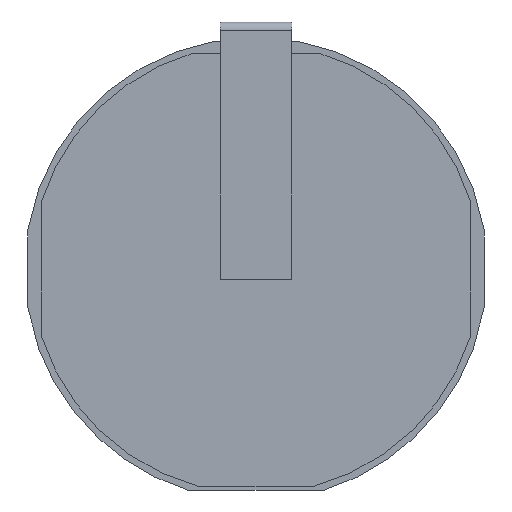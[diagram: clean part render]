
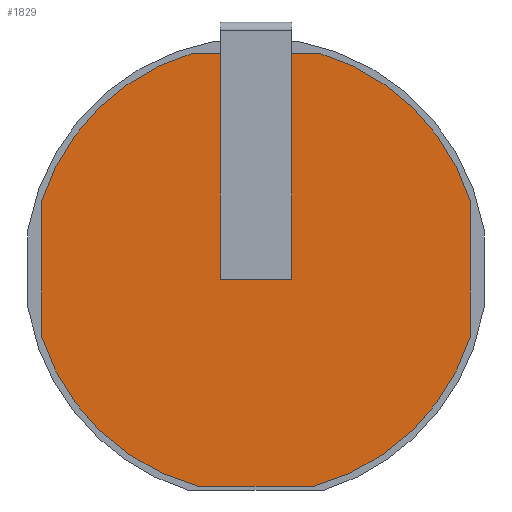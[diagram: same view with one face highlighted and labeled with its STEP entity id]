
A CAD part, front view. The second image highlights one B-rep face of the part: STEP entity #1829.
In plain terms, the highlighted planar face has unit normal (0, -1, 0).
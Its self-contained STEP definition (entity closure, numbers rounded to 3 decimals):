
#3 = DIRECTION ( 'NONE',  ( 0., 1., 0. ) ) ;
#14 = DIRECTION ( 'NONE',  ( 0., 0., 1. ) ) ;
#71 = CARTESIAN_POINT ( 'NONE',  ( 16.22, -0.2, -5.09 ) ) ;
#154 = CARTESIAN_POINT ( 'NONE',  ( -4.76, -0.2, 16.32 ) ) ;
#161 = DIRECTION ( 'NONE',  ( 0., 0., 1. ) ) ;
#179 = CARTESIAN_POINT ( 'NONE',  ( -16.22, -0.2, -5.09 ) ) ;
#187 = EDGE_CURVE ( 'NONE', #407, #1185, #1736, .T. ) ;
#237 = CARTESIAN_POINT ( 'NONE',  ( -4.76, -0.2, 16.32 ) ) ;
#274 = AXIS2_PLACEMENT_3D ( 'NONE', #1163, #1460, #1309 ) ;
#300 = CARTESIAN_POINT ( 'NONE',  ( 0., -0.2, 0. ) ) ;
#365 = EDGE_LOOP ( 'NONE', ( #1001, #1646, #1738, #636, #1742, #1079, #1419, #430 ) ) ;
#404 = EDGE_CURVE ( 'NONE', #2066, #1353, #1536, .T. ) ;
#407 = VERTEX_POINT ( 'NONE', #778 ) ;
#430 = ORIENTED_EDGE ( 'NONE', *, *, #1563, .F. ) ;
#533 = AXIS2_PLACEMENT_3D ( 'NONE', #929, #1713, #923 ) ;
#553 = CIRCLE ( 'NONE', #533, 17. ) ;
#562 = CARTESIAN_POINT ( 'NONE',  ( 16.22, -0.2, -5.09 ) ) ;
#584 = CARTESIAN_POINT ( 'NONE',  ( -16.22, -0.2, 5.09 ) ) ;
#599 = LINE ( 'NONE', #179, #1430 ) ;
#600 = DIRECTION ( 'NONE',  ( 0., 1., 0. ) ) ;
#613 = AXIS2_PLACEMENT_3D ( 'NONE', #1110, #600, #1893 ) ;
#636 = ORIENTED_EDGE ( 'NONE', *, *, #404, .F. ) ;
#666 = CIRCLE ( 'NONE', #613, 17. ) ;
#703 = CIRCLE ( 'NONE', #274, 17. ) ;
#720 = DIRECTION ( 'NONE',  ( 0., 0., -1. ) ) ;
#746 = VECTOR ( 'NONE', #772, 1000. ) ;
#760 = CARTESIAN_POINT ( 'NONE',  ( -16.22, -0.2, -5.09 ) ) ;
#772 = DIRECTION ( 'NONE',  ( -1., 0., 0. ) ) ;
#778 = CARTESIAN_POINT ( 'NONE',  ( 16.22, -0.2, 5.09 ) ) ;
#838 = EDGE_CURVE ( 'NONE', #1675, #2066, #553, .T. ) ;
#866 = EDGE_CURVE ( 'NONE', #1185, #1928, #1015, .T. ) ;
#896 = VECTOR ( 'NONE', #720, 1000. ) ;
#923 = DIRECTION ( 'NONE',  ( 0., 0., 1. ) ) ;
#929 = CARTESIAN_POINT ( 'NONE',  ( 0., -0.2, 0. ) ) ;
#967 = EDGE_CURVE ( 'NONE', #1638, #1675, #599, .T. ) ;
#995 = VERTEX_POINT ( 'NONE', #1322 ) ;
#999 = EDGE_CURVE ( 'NONE', #1353, #407, #703, .T. ) ;
#1001 = ORIENTED_EDGE ( 'NONE', *, *, #866, .F. ) ;
#1015 = CIRCLE ( 'NONE', #1292, 17. ) ;
#1079 = ORIENTED_EDGE ( 'NONE', *, *, #967, .F. ) ;
#1110 = CARTESIAN_POINT ( 'NONE',  ( 0., -0.2, 0. ) ) ;
#1163 = CARTESIAN_POINT ( 'NONE',  ( 0., -0.2, 0. ) ) ;
#1185 = VERTEX_POINT ( 'NONE', #562 ) ;
#1199 = VECTOR ( 'NONE', #2096, 1000. ) ;
#1285 = PLANE ( 'NONE',  #1611 ) ;
#1289 = EDGE_CURVE ( 'NONE', #995, #1638, #666, .T. ) ;
#1292 = AXIS2_PLACEMENT_3D ( 'NONE', #1401, #2056, #161 ) ;
#1309 = DIRECTION ( 'NONE',  ( 0., 0., 1. ) ) ;
#1322 = CARTESIAN_POINT ( 'NONE',  ( -4.403, -0.2, -16.42 ) ) ;
#1353 = VERTEX_POINT ( 'NONE', #2071 ) ;
#1401 = CARTESIAN_POINT ( 'NONE',  ( 0., -0.2, 0. ) ) ;
#1419 = ORIENTED_EDGE ( 'NONE', *, *, #1289, .F. ) ;
#1430 = VECTOR ( 'NONE', #14, 1000. ) ;
#1448 = FACE_OUTER_BOUND ( 'NONE', #365, .T. ) ;
#1460 = DIRECTION ( 'NONE',  ( 0., 1., 0. ) ) ;
#1536 = LINE ( 'NONE', #154, #1199 ) ;
#1563 = EDGE_CURVE ( 'NONE', #1928, #995, #2019, .T. ) ;
#1611 = AXIS2_PLACEMENT_3D ( 'NONE', #300, #3, #1930 ) ;
#1633 = CARTESIAN_POINT ( 'NONE',  ( 4.403, -0.2, -16.42 ) ) ;
#1638 = VERTEX_POINT ( 'NONE', #760 ) ;
#1646 = ORIENTED_EDGE ( 'NONE', *, *, #187, .F. ) ;
#1675 = VERTEX_POINT ( 'NONE', #584 ) ;
#1713 = DIRECTION ( 'NONE',  ( 0., 1., 0. ) ) ;
#1736 = LINE ( 'NONE', #71, #896 ) ;
#1738 = ORIENTED_EDGE ( 'NONE', *, *, #999, .F. ) ;
#1742 = ORIENTED_EDGE ( 'NONE', *, *, #838, .F. ) ;
#1829 = ADVANCED_FACE ( 'NONE', ( #1448 ), #1285, .F. ) ;
#1893 = DIRECTION ( 'NONE',  ( 0., 0., 1. ) ) ;
#1928 = VERTEX_POINT ( 'NONE', #1633 ) ;
#1930 = DIRECTION ( 'NONE',  ( 0., 0., 1. ) ) ;
#2019 = LINE ( 'NONE', #2068, #746 ) ;
#2056 = DIRECTION ( 'NONE',  ( 0., 1., 0. ) ) ;
#2066 = VERTEX_POINT ( 'NONE', #237 ) ;
#2068 = CARTESIAN_POINT ( 'NONE',  ( -4.403, -0.2, -16.42 ) ) ;
#2071 = CARTESIAN_POINT ( 'NONE',  ( 4.76, -0.2, 16.32 ) ) ;
#2096 = DIRECTION ( 'NONE',  ( 1., 0., 0. ) ) ;
